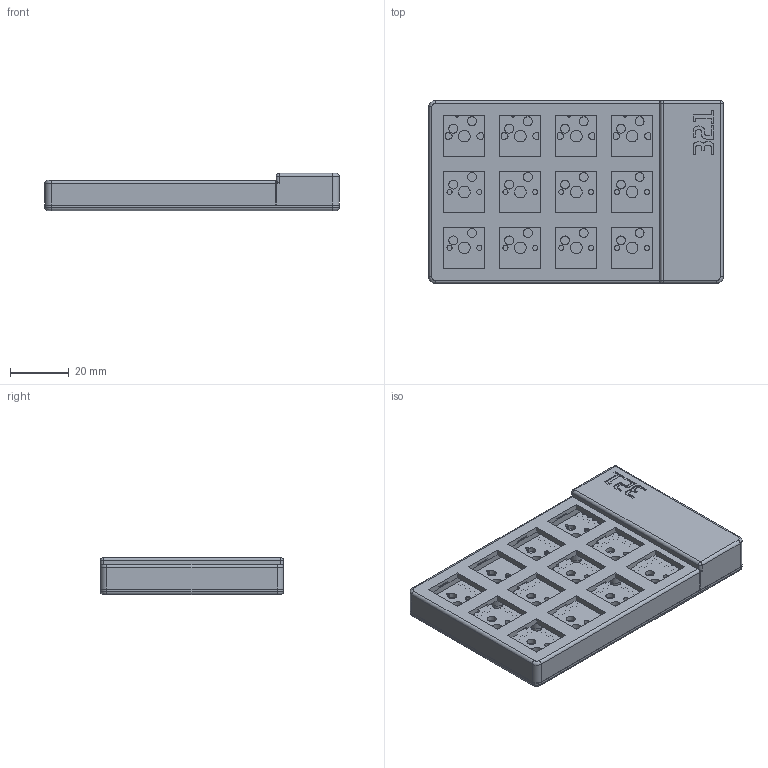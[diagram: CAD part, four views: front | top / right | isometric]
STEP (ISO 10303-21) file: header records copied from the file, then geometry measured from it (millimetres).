
FILE_DESCRIPTION(/* description */ (''),/* implementation_level */ '2;1');
FILE_NAME(/* name */ '3DP version.step',/* time_stamp */ '2023-12-16T14:16:58+08:00',/* author */ (''),/* organization */ (''),/* preprocessor_version */ 'ST-DEVELOPER v20',/* originating_system */ 'Autodesk Translation Framework v12.14.0.127',/* authorisation */ '');
FILE_SCHEMA (('AUTOMOTIVE_DESIGN { 1 0 10303 214 3 1 1 }'));
Length unit declared in the file: millimetre
Products named in the file (8): Three2One; RP2040Zero/SuperMini; MCU; Three2One PCB ; 3DP case; upper case; bottom case; plate case
Assembly tree (7 placements, depth 3):
  Three2One
    RP2040Zero/SuperMini
      MCU
    Three2One PCB 
    3DP case
      upper case
      bottom case
      plate case
Bounding box: 100.29 x 62.35 x 12.7 mm (x, y, z)
Volume: 32059 mm3; surface area: 44586.6 mm2
Topology: 5 solids, 5 shells, 845 faces, 2436 edges, 1612 vertices
Faces by surface type: plane 532, cylinder 257, bspline 40, torus 12, sphere 4
Full cylindrical faces by diameter (mm): 0.8 x24, 1 x16, 1.092 x46, 1.5 x1, 1.75 x16, 2.2 x2, 3 x4, 3.05 x20, 3.5 x4, 4 x12, 5 x4, 6 x4
Entity records: 29059 total; most frequent: CARTESIAN_POINT 5697, ORIENTED_EDGE 4872, DIRECTION 4534, EDGE_CURVE 2436, LINE 1784, VECTOR 1784, VERTEX_POINT 1612, AXIS2_PLACEMENT_3D 1375
